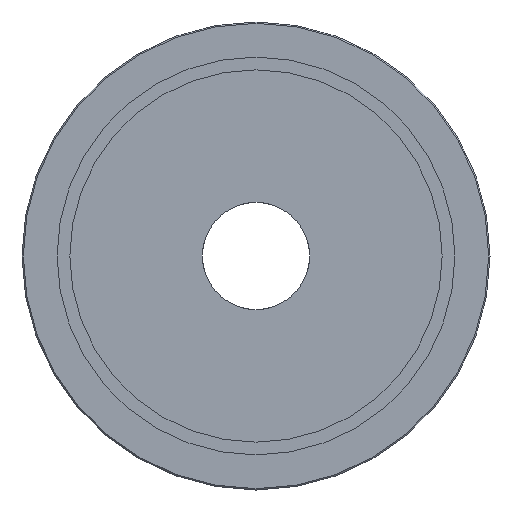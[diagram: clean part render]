
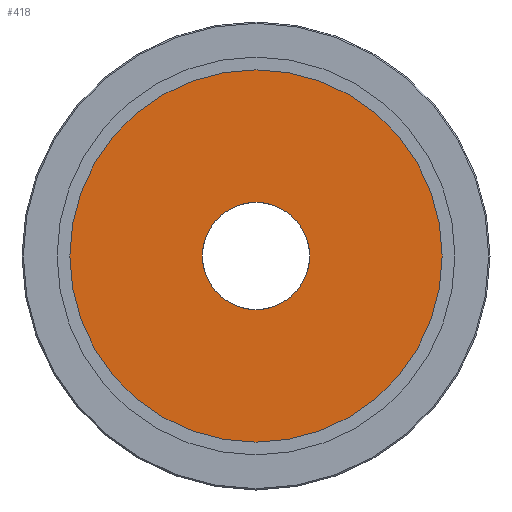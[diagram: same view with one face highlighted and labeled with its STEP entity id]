
A CAD part, front view. The second image highlights one B-rep face of the part: STEP entity #418.
In plain terms, the highlighted planar face has unit normal (0, -1, 0).
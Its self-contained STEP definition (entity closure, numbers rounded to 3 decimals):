
#32=FACE_BOUND('',#91,.T.);
#40=PLANE('',#501);
#61=FACE_OUTER_BOUND('',#90,.T.);
#90=EDGE_LOOP('',(#375,#376));
#91=EDGE_LOOP('',(#377,#378));
#162=CIRCLE('',#499,20.65);
#163=CIRCLE('',#500,20.65);
#164=CIRCLE('',#502,71.6);
#165=CIRCLE('',#503,71.6);
#207=VERTEX_POINT('',#771);
#208=VERTEX_POINT('',#773);
#209=VERTEX_POINT('',#777);
#210=VERTEX_POINT('',#778);
#265=EDGE_CURVE('',#208,#207,#162,.T.);
#266=EDGE_CURVE('',#207,#208,#163,.T.);
#267=EDGE_CURVE('',#209,#210,#164,.T.);
#268=EDGE_CURVE('',#210,#209,#165,.T.);
#375=ORIENTED_EDGE('',*,*,#267,.F.);
#376=ORIENTED_EDGE('',*,*,#268,.F.);
#377=ORIENTED_EDGE('',*,*,#265,.T.);
#378=ORIENTED_EDGE('',*,*,#266,.T.);
#418=ADVANCED_FACE('',(#61,#32),#40,.T.);
#499=AXIS2_PLACEMENT_3D('',#774,#639,#640);
#500=AXIS2_PLACEMENT_3D('',#775,#641,#642);
#501=AXIS2_PLACEMENT_3D('',#776,#643,#644);
#502=AXIS2_PLACEMENT_3D('',#779,#645,#646);
#503=AXIS2_PLACEMENT_3D('',#780,#647,#648);
#639=DIRECTION('center_axis',(0.,1.,0.));
#640=DIRECTION('ref_axis',(1.,0.,0.));
#641=DIRECTION('center_axis',(0.,1.,0.));
#642=DIRECTION('ref_axis',(1.,0.,0.));
#643=DIRECTION('center_axis',(0.,-1.,0.));
#644=DIRECTION('ref_axis',(0.,0.,-1.));
#645=DIRECTION('center_axis',(0.,1.,0.));
#646=DIRECTION('ref_axis',(1.,0.,0.));
#647=DIRECTION('center_axis',(0.,1.,0.));
#648=DIRECTION('ref_axis',(1.,0.,0.));
#771=CARTESIAN_POINT('',(20.65,0.,0.));
#773=CARTESIAN_POINT('',(-20.65,0.,0.));
#774=CARTESIAN_POINT('Origin',(0.,0.,0.));
#775=CARTESIAN_POINT('Origin',(0.,0.,0.));
#776=CARTESIAN_POINT('Origin',(-71.6,0.,0.));
#777=CARTESIAN_POINT('',(-71.6,0.,0.));
#778=CARTESIAN_POINT('',(71.6,0.,0.));
#779=CARTESIAN_POINT('Origin',(0.,0.,0.));
#780=CARTESIAN_POINT('Origin',(0.,0.,0.));
